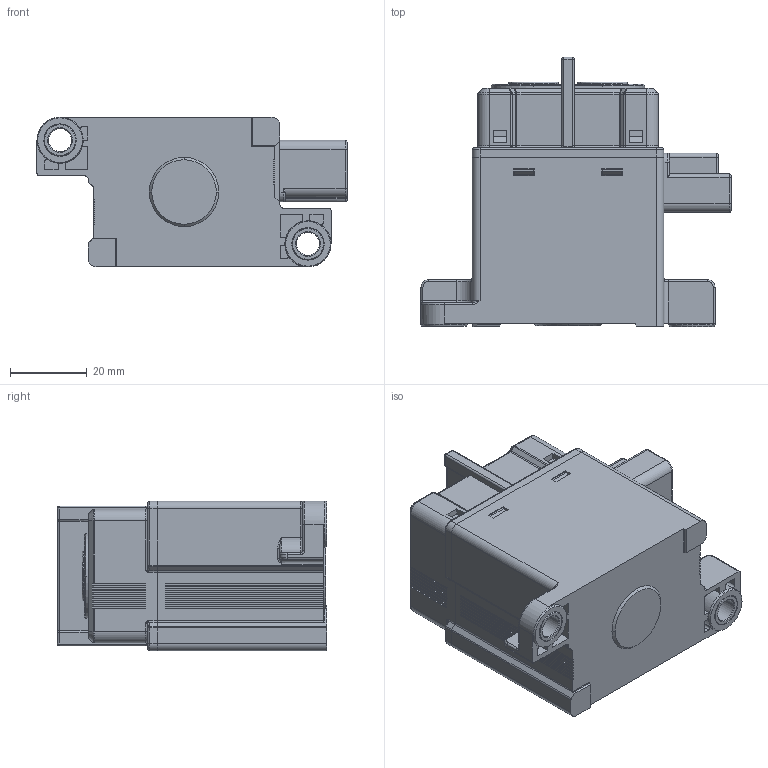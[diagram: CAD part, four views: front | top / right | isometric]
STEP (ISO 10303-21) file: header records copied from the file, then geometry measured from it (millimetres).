
FILE_DESCRIPTION(('CATIA V5 STEP Exchange'),'2;1');
FILE_NAME('GER-150ST.stp','2018-02-26T23:50:13+00:00',('none'),('none'),'CATIA Version 5 Release 20 SP 7 (IN-10)','CATIA V5 STEP AP214','none');
FILE_SCHEMA(('AUTOMOTIVE_DESIGN { 1 0 10303 214 1 1 1 1 }'));
Products named in the file (1): EV-Relay_AllCATPart
Bounding box: 80.65 x 70 x 39 mm (x, y, z)
Volume: 29271.5 mm3; surface area: 36423.3 mm2
Topology: 9 solids, 9 shells, 1538 faces, 3910 edges, 2362 vertices
Faces by surface type: plane 662, cylinder 472, bspline 126, torus 118, cone 94, sphere 66
Entity records: 48795 total; most frequent: CARTESIAN_POINT 14480, ORIENTED_EDGE 7672, DIRECTION 5841, EDGE_CURVE 3836, VERTEX_POINT 2362, VECTOR 2286, LINE 2286, AXIS2_PLACEMENT_3D 2245
